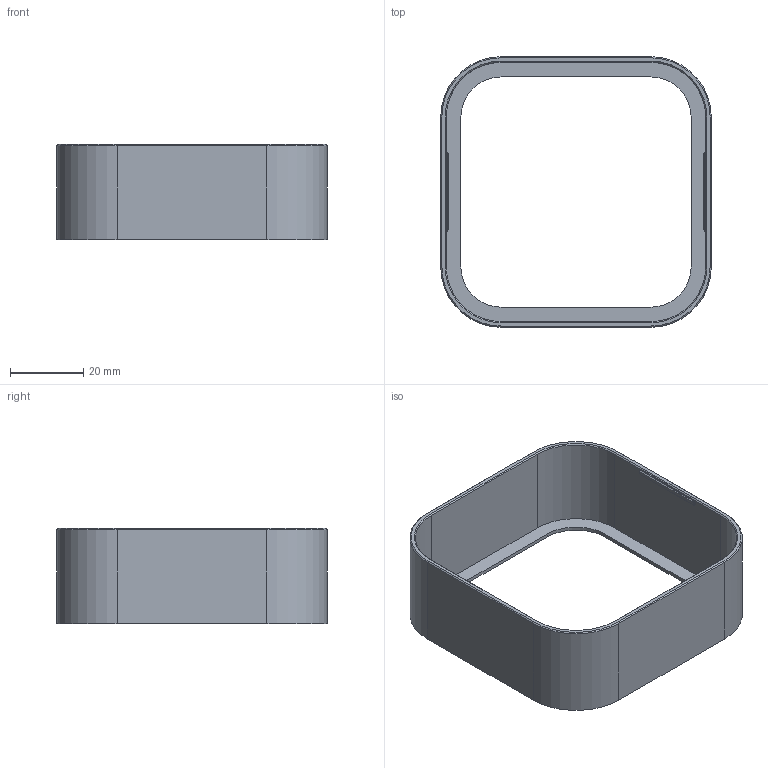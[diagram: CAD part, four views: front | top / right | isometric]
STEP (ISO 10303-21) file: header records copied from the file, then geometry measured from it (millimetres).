
FILE_DESCRIPTION(('FreeCAD Model'),'2;1');
FILE_NAME('Open CASCADE Shape Model','2024-09-23T16:25:21',(''),(''), 'Open CASCADE STEP processor 7.7','FreeCAD','Unknown');
FILE_SCHEMA(('AUTOMOTIVE_DESIGN { 1 0 10303 214 1 1 1 1 }'));
Length unit declared in the file: millimetre
Products named in the file (1): Body
Bounding box: 74 x 74 x 26 mm (x, y, z)
Volume: 11240.1 mm3; surface area: 16339.3 mm2
Topology: 1 solids, 1 shells, 61 faces, 144 edges, 88 vertices
Faces by surface type: plane 33, cylinder 16, cone 12
Entity records: 1756 total; most frequent: DIRECTION 312, CARTESIAN_POINT 294, ORIENTED_EDGE 288, EDGE_CURVE 144, AXIS2_PLACEMENT_3D 106, LINE 100, VECTOR 100, VERTEX_POINT 88
